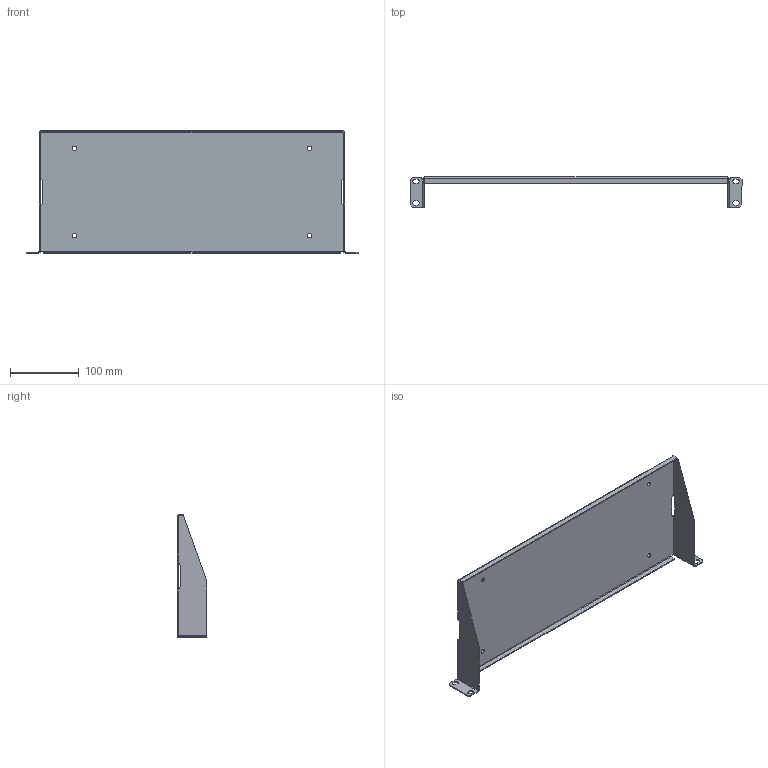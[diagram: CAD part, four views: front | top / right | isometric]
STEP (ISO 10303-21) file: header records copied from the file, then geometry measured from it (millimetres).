
FILE_DESCRIPTION (( 'STEP AP214' ), '1' );
FILE_NAME ('RASU190107UBK1_REV1.STEP', '2023-07-26T10:50:09', ( '' ), ( '' ), 'SwSTEP 2.0', 'SolidWorks 2021', '' );
FILE_SCHEMA (( 'AUTOMOTIVE_DESIGN' ));
Length unit declared in the file: inch
Products named in the file (1): RASU190107UBK1_REV1
Bounding box: 483.15 x 43.64 x 177.8 mm (x, y, z)
Volume: 141708.5 mm3; surface area: 198099.7 mm2
Topology: 1 solids, 1 shells, 103 faces, 299 edges, 194 vertices
Faces by surface type: plane 67, cylinder 36
Full cylindrical faces by diameter (mm): 6.35 x4
Entity records: 3401 total; most frequent: CARTESIAN_POINT 597, ORIENTED_EDGE 582, DIRECTION 567, EDGE_CURVE 291, VECTOR 215, LINE 215, VERTEX_POINT 190, AXIS2_PLACEMENT_3D 176
